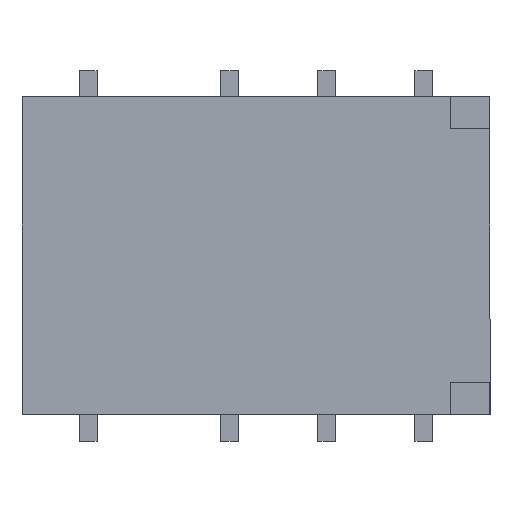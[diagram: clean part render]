
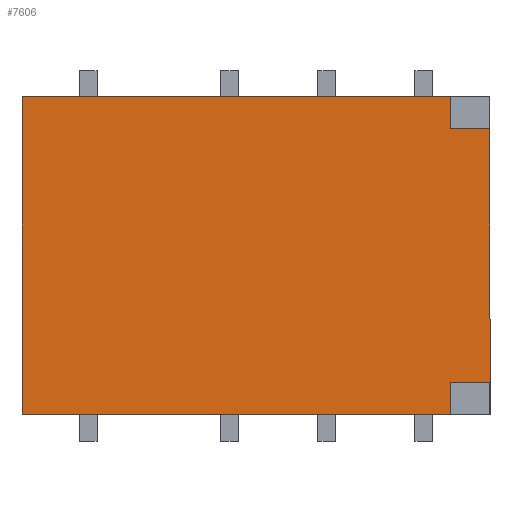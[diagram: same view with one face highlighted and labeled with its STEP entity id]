
A CAD part, top view. The second image highlights one B-rep face of the part: STEP entity #7606.
In plain terms, the highlighted planar face has unit normal (0, 0, 1).
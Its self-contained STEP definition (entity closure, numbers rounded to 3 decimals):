
#213 = VECTOR ( 'NONE', #4568, 1000. ) ;
#223 = LINE ( 'NONE', #13955, #2931 ) ;
#337 = LINE ( 'NONE', #8340, #11258 ) ;
#924 = EDGE_CURVE ( 'NONE', #13957, #9096, #11721, .T. ) ;
#943 = VECTOR ( 'NONE', #9951, 1000. ) ;
#1049 = LINE ( 'NONE', #4960, #14255 ) ;
#1603 = ORIENTED_EDGE ( 'NONE', *, *, #8724, .T. ) ;
#1658 = ORIENTED_EDGE ( 'NONE', *, *, #10502, .T. ) ;
#1756 = CARTESIAN_POINT ( 'NONE',  ( -5.3, 3.6, 4.4 ) ) ;
#1779 = PLANE ( 'NONE',  #10546 ) ;
#1806 = DIRECTION ( 'NONE',  ( 0., -1., 0. ) ) ;
#2083 = LINE ( 'NONE', #9576, #213 ) ;
#2188 = EDGE_LOOP ( 'NONE', ( #7813, #5327, #1658, #2450, #11746, #10194, #2916, #1603 ) ) ;
#2325 = LINE ( 'NONE', #7675, #12225 ) ;
#2450 = ORIENTED_EDGE ( 'NONE', *, *, #924, .F. ) ;
#2475 = DIRECTION ( 'NONE',  ( -1., 0., 0. ) ) ;
#2916 = ORIENTED_EDGE ( 'NONE', *, *, #9945, .T. ) ;
#2931 = VECTOR ( 'NONE', #14128, 1000. ) ;
#3225 = DIRECTION ( 'NONE',  ( 1., 0., 0. ) ) ;
#3964 = CARTESIAN_POINT ( 'NONE',  ( 5.3, 2.873, 4.4 ) ) ;
#4568 = DIRECTION ( 'NONE',  ( 1., 0., 0. ) ) ;
#4602 = DIRECTION ( 'NONE',  ( 0., 0., 1. ) ) ;
#4754 = LINE ( 'NONE', #11082, #943 ) ;
#4794 = CARTESIAN_POINT ( 'NONE',  ( 4.397, 3.6, 4.4 ) ) ;
#4960 = CARTESIAN_POINT ( 'NONE',  ( -5.3, 3.6, 4.4 ) ) ;
#5073 = EDGE_CURVE ( 'NONE', #7331, #15404, #223, .T. ) ;
#5219 = VERTEX_POINT ( 'NONE', #1756 ) ;
#5255 = CARTESIAN_POINT ( 'NONE',  ( 4.397, -2.873, 4.4 ) ) ;
#5327 = ORIENTED_EDGE ( 'NONE', *, *, #5073, .F. ) ;
#5552 = DIRECTION ( 'NONE',  ( 0., -1., 0. ) ) ;
#6339 = CARTESIAN_POINT ( 'NONE',  ( 4.397, -3.6, 4.4 ) ) ;
#6772 = DIRECTION ( 'NONE',  ( 1., 0., 0. ) ) ;
#6993 = CARTESIAN_POINT ( 'NONE',  ( -5.3, 3.6, 4.4 ) ) ;
#7055 = FACE_OUTER_BOUND ( 'NONE', #2188, .T. ) ;
#7127 = CARTESIAN_POINT ( 'NONE',  ( 0., 0., 4.4 ) ) ;
#7331 = VERTEX_POINT ( 'NONE', #8445 ) ;
#7606 = ADVANCED_FACE ( 'NONE', ( #7055 ), #1779, .T. ) ;
#7675 = CARTESIAN_POINT ( 'NONE',  ( 5.3, 3.6, 4.4 ) ) ;
#7813 = ORIENTED_EDGE ( 'NONE', *, *, #15258, .F. ) ;
#8340 = CARTESIAN_POINT ( 'NONE',  ( 4.397, 3.6, 4.4 ) ) ;
#8445 = CARTESIAN_POINT ( 'NONE',  ( 5.3, -2.873, 4.4 ) ) ;
#8724 = EDGE_CURVE ( 'NONE', #10003, #10468, #2083, .T. ) ;
#9096 = VERTEX_POINT ( 'NONE', #14815 ) ;
#9233 = CARTESIAN_POINT ( 'NONE',  ( 4.397, 2.873, 4.4 ) ) ;
#9576 = CARTESIAN_POINT ( 'NONE',  ( -5.3, -3.6, 4.4 ) ) ;
#9945 = EDGE_CURVE ( 'NONE', #5219, #10003, #13720, .T. ) ;
#9951 = DIRECTION ( 'NONE',  ( 0., -1., 0. ) ) ;
#10003 = VERTEX_POINT ( 'NONE', #14812 ) ;
#10194 = ORIENTED_EDGE ( 'NONE', *, *, #11299, .T. ) ;
#10313 = VECTOR ( 'NONE', #6772, 1000. ) ;
#10468 = VERTEX_POINT ( 'NONE', #6339 ) ;
#10502 = EDGE_CURVE ( 'NONE', #7331, #9096, #2325, .T. ) ;
#10546 = AXIS2_PLACEMENT_3D ( 'NONE', #7127, #4602, #3225 ) ;
#11082 = CARTESIAN_POINT ( 'NONE',  ( 4.397, -3.6, 4.4 ) ) ;
#11258 = VECTOR ( 'NONE', #5552, 1000. ) ;
#11299 = EDGE_CURVE ( 'NONE', #16391, #5219, #1049, .T. ) ;
#11721 = LINE ( 'NONE', #3964, #10313 ) ;
#11746 = ORIENTED_EDGE ( 'NONE', *, *, #13258, .F. ) ;
#12225 = VECTOR ( 'NONE', #14233, 1000. ) ;
#13258 = EDGE_CURVE ( 'NONE', #16391, #13957, #337, .T. ) ;
#13720 = LINE ( 'NONE', #6993, #14118 ) ;
#13955 = CARTESIAN_POINT ( 'NONE',  ( 5.3, -2.873, 4.4 ) ) ;
#13957 = VERTEX_POINT ( 'NONE', #9233 ) ;
#14118 = VECTOR ( 'NONE', #1806, 1000. ) ;
#14128 = DIRECTION ( 'NONE',  ( -1., 0., 0. ) ) ;
#14233 = DIRECTION ( 'NONE',  ( 0., 1., 0. ) ) ;
#14255 = VECTOR ( 'NONE', #2475, 1000. ) ;
#14812 = CARTESIAN_POINT ( 'NONE',  ( -5.3, -3.6, 4.4 ) ) ;
#14815 = CARTESIAN_POINT ( 'NONE',  ( 5.3, 2.873, 4.4 ) ) ;
#15258 = EDGE_CURVE ( 'NONE', #15404, #10468, #4754, .T. ) ;
#15404 = VERTEX_POINT ( 'NONE', #5255 ) ;
#16391 = VERTEX_POINT ( 'NONE', #4794 ) ;
